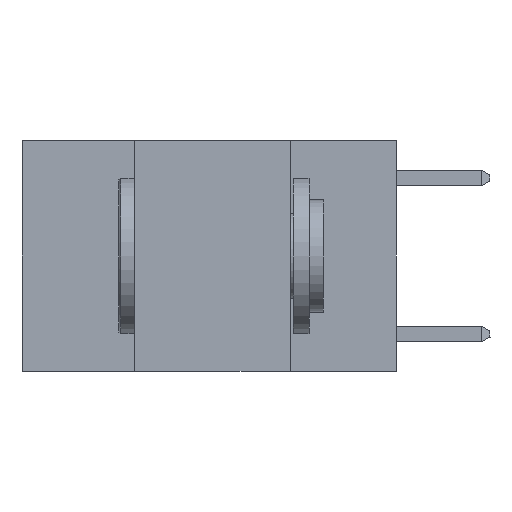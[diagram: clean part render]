
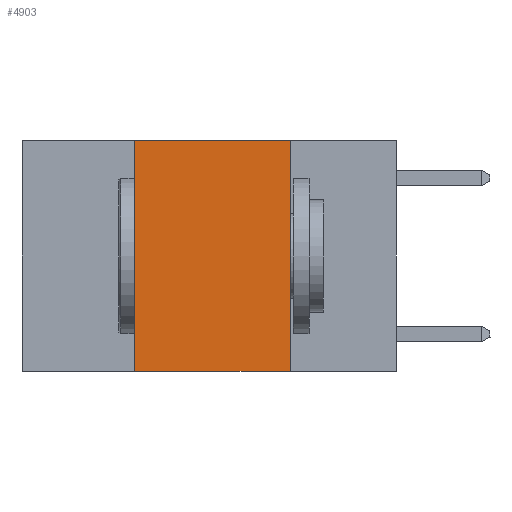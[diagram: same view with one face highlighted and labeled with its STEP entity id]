
A CAD part, left-side view. The second image highlights one B-rep face of the part: STEP entity #4903.
In plain terms, the highlighted planar face has unit normal (-1, 0, 0).
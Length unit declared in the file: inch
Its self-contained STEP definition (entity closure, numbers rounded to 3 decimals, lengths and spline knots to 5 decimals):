
#1131 = DIRECTION ( 'NONE',  ( 0., 0., -1. ) ) ;
#1273 = DIRECTION ( 'NONE',  ( 0., -1., 0. ) ) ;
#1334 = CARTESIAN_POINT ( 'NONE',  ( 0., 0.17, -0.37 ) ) ;
#1636 = CARTESIAN_POINT ( 'NONE',  ( 0., 0.17, 0. ) ) ;
#1909 = LINE ( 'NONE', #9362, #5304 ) ;
#2166 = ORIENTED_EDGE ( 'NONE', *, *, #15298, .F. ) ;
#3818 = EDGE_LOOP ( 'NONE', ( #12315, #2166, #17766, #14713 ) ) ;
#4903 = ADVANCED_FACE ( 'NONE', ( #10977 ), #12710, .F. ) ;
#5304 = VECTOR ( 'NONE', #6523, 39.37008 ) ;
#5766 = DIRECTION ( 'NONE',  ( 0., 0., -1. ) ) ;
#6070 = VERTEX_POINT ( 'NONE', #1334 ) ;
#6523 = DIRECTION ( 'NONE',  ( 0., -1., 0. ) ) ;
#6539 = VECTOR ( 'NONE', #7171, 39.37008 ) ;
#6789 = VERTEX_POINT ( 'NONE', #11745 ) ;
#7171 = DIRECTION ( 'NONE',  ( 0., 0., 1. ) ) ;
#8592 = CARTESIAN_POINT ( 'NONE',  ( 0., 0.42, 0. ) ) ;
#8676 = VERTEX_POINT ( 'NONE', #9437 ) ;
#9362 = CARTESIAN_POINT ( 'NONE',  ( 0., 0.6, -0.37 ) ) ;
#9437 = CARTESIAN_POINT ( 'NONE',  ( 0., 0.42, 0. ) ) ;
#9441 = LINE ( 'NONE', #16405, #16228 ) ;
#10977 = FACE_OUTER_BOUND ( 'NONE', #3818, .T. ) ;
#11217 = CARTESIAN_POINT ( 'NONE',  ( 0., 0.6, 0. ) ) ;
#11357 = CARTESIAN_POINT ( 'NONE',  ( 0., 0.6, 0. ) ) ;
#11399 = VECTOR ( 'NONE', #1273, 39.37008 ) ;
#11745 = CARTESIAN_POINT ( 'NONE',  ( 0., 0.42, -0.37 ) ) ;
#12242 = AXIS2_PLACEMENT_3D ( 'NONE', #11357, #14043, #5766 ) ;
#12315 = ORIENTED_EDGE ( 'NONE', *, *, #15967, .F. ) ;
#12710 = PLANE ( 'NONE',  #12242 ) ;
#14043 = DIRECTION ( 'NONE',  ( 1., 0., 0. ) ) ;
#14174 = EDGE_CURVE ( 'NONE', #6789, #6070, #1909, .T. ) ;
#14496 = VERTEX_POINT ( 'NONE', #1636 ) ;
#14713 = ORIENTED_EDGE ( 'NONE', *, *, #14174, .T. ) ;
#14970 = LINE ( 'NONE', #11217, #11399 ) ;
#15298 = EDGE_CURVE ( 'NONE', #8676, #14496, #14970, .T. ) ;
#15967 = EDGE_CURVE ( 'NONE', #14496, #6070, #9441, .T. ) ;
#16228 = VECTOR ( 'NONE', #1131, 39.37008 ) ;
#16405 = CARTESIAN_POINT ( 'NONE',  ( 0., 0.17, 0. ) ) ;
#16821 = EDGE_CURVE ( 'NONE', #6789, #8676, #17358, .T. ) ;
#17358 = LINE ( 'NONE', #8592, #6539 ) ;
#17766 = ORIENTED_EDGE ( 'NONE', *, *, #16821, .F. ) ;
